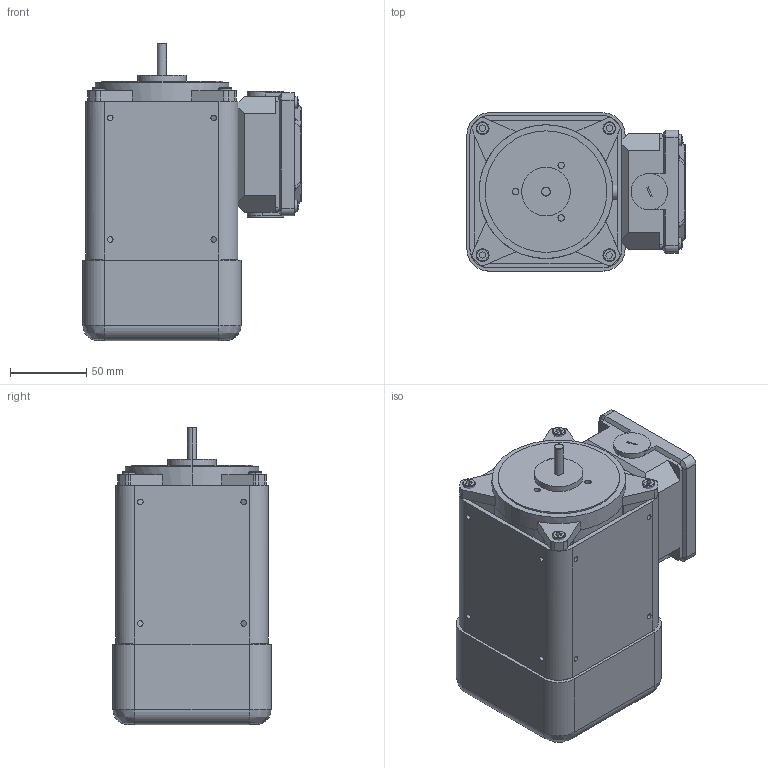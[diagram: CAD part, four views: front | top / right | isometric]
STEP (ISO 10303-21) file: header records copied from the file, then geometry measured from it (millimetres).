
FILE_DESCRIPTION (( 'STEP AP214' ), '1' );
FILE_NAME ('Motor IGLC80-60 f.SG80 ohne Fuß.STEP', '2018-05-02T08:59:15', ( 'gfeller' ), ( '' ), 'SwSTEP 2.0', 'SolidWorks 2017', '' );
FILE_SCHEMA (( 'AUTOMOTIVE_DESIGN' ));
Length unit declared in the file: millimetre
Products named in the file (1): Motor IGLC80-60 f.SG80 ohne Fuß
Bounding box: 143.5 x 104 x 195.5 mm (x, y, z)
Volume: 1713846.3 mm3; surface area: 175405.7 mm2
Topology: 9 solids, 9 shells, 700 faces, 1774 edges, 1128 vertices
Faces by surface type: cylinder 291, plane 289, cone 64, bspline 56
Entity records: 24968 total; most frequent: CARTESIAN_POINT 5647, DIRECTION 3560, ORIENTED_EDGE 3532, EDGE_CURVE 1766, AXIS2_PLACEMENT_3D 1317, VERTEX_POINT 1128, LINE 926, VECTOR 926
